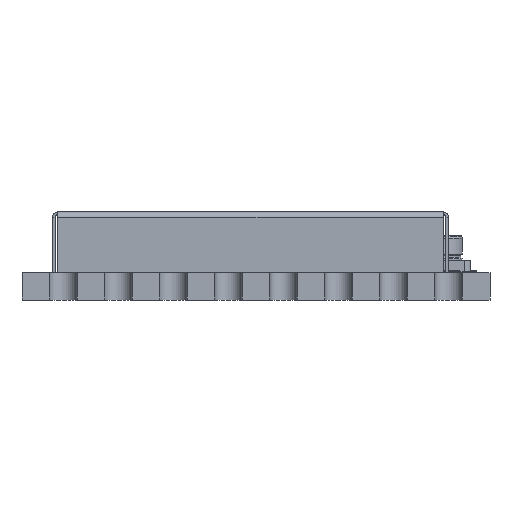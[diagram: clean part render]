
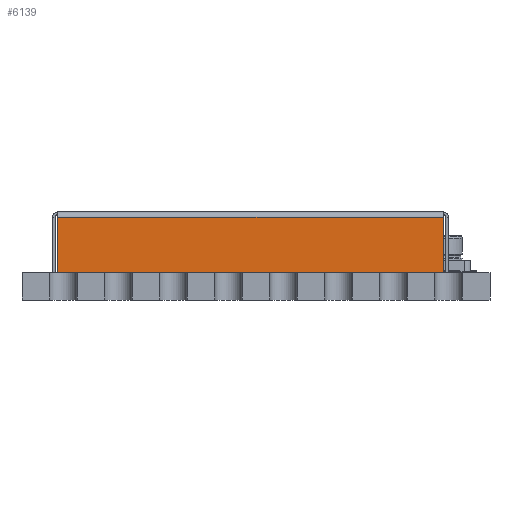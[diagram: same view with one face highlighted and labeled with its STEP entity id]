
A CAD part, left-side view. The second image highlights one B-rep face of the part: STEP entity #6139.
In plain terms, the highlighted planar face has unit normal (-1, 0, 0).
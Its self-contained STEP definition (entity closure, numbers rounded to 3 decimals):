
#6139=ADVANCED_FACE('',(#10810),#10812,.F.);
#10810=FACE_BOUND('',#10811,.T.);
#10811=EDGE_LOOP('',(#15321,#15322,#15323,#15324));
#10812=PLANE('',#10813);
#10813=AXIS2_PLACEMENT_3D('',#10814,#10815,#10816);
#10814=CARTESIAN_POINT('',(-6.7,0.,-6.52));
#10815=DIRECTION('',(1.,0.,0.));
#10816=DIRECTION('',(0.,0.,-1.));
#15321=ORIENTED_EDGE('',*,*,#17150,.T.);
#15322=ORIENTED_EDGE('',*,*,#17178,.F.);
#15323=ORIENTED_EDGE('',*,*,#17179,.F.);
#15324=ORIENTED_EDGE('',*,*,#17180,.F.);
#17150=EDGE_CURVE('',#20070,#20071,#20072,.T.);
#17178=EDGE_CURVE('',#20114,#20071,#20115,.T.);
#17179=EDGE_CURVE('',#20116,#20114,#20117,.T.);
#17180=EDGE_CURVE('',#20070,#20116,#20118,.T.);
#20070=VERTEX_POINT('',#27399);
#20071=VERTEX_POINT('',#27400);
#20072=LINE('',#27401,#27402);
#20114=VERTEX_POINT('',#27507);
#20115=LINE('',#27508,#27509);
#20116=VERTEX_POINT('',#27511);
#20117=LINE('',#27512,#27513);
#20118=LINE('',#27515,#27516);
#27399=CARTESIAN_POINT('',(-6.7,7.,0.2));
#27400=CARTESIAN_POINT('',(-6.7,-7.,0.2));
#27401=CARTESIAN_POINT('',(-6.7,7.,0.2));
#27402=VECTOR('',#27403,1.);
#27403=DIRECTION('',(0.,-1.,0.));
#27507=CARTESIAN_POINT('',(-6.7,-7.,2.2));
#27508=CARTESIAN_POINT('',(-6.7,-7.,2.2));
#27509=VECTOR('',#27510,1.);
#27510=DIRECTION('',(0.,0.,-1.));
#27511=CARTESIAN_POINT('',(-6.7,7.,2.2));
#27512=CARTESIAN_POINT('',(-6.7,7.,2.2));
#27513=VECTOR('',#27514,1.);
#27514=DIRECTION('',(0.,-1.,0.));
#27515=CARTESIAN_POINT('',(-6.7,7.,0.2));
#27516=VECTOR('',#27517,1.);
#27517=DIRECTION('',(0.,0.,1.));
